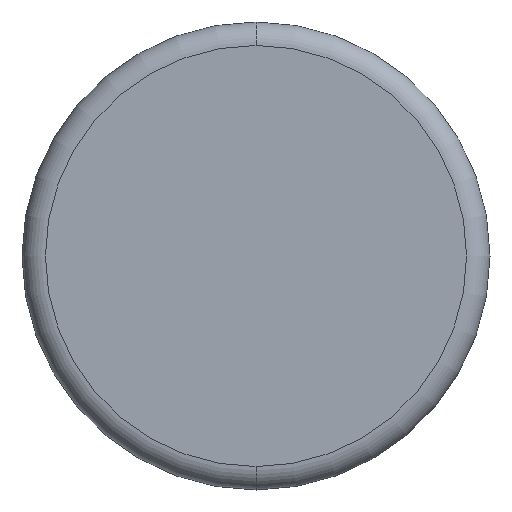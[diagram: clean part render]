
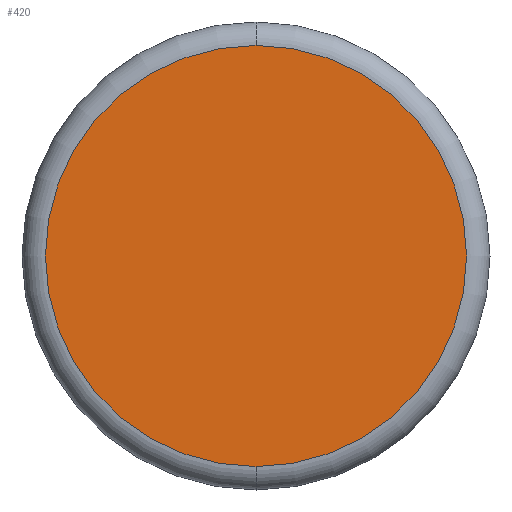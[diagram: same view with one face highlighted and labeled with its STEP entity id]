
A CAD part, left-side view. The second image highlights one B-rep face of the part: STEP entity #420.
In plain terms, the highlighted planar face has unit normal (-1, 0, 0).
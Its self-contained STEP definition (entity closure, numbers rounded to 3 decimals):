
#400=CARTESIAN_POINT('POINT24',(0.,
   0.,2.07));
#401=VERTEX_POINT('VERTEX24',#400);
#402=CARTESIAN_POINT('POINT25',(0.,
   0.,-2.07));
#403=VERTEX_POINT('VERTEX25',#402);
#404=CARTESIAN_POINT('POS38',(0.,0.,
   0.));
#405=DIRECTION('DIR61',(-1.,0.,0.));
#406=DIRECTION('DIR62',(0.,0.,
   1.));
#407=AXIS2_PLACEMENT_3D('AXIS24',#404,#405,#406);
#408=CIRCLE('ELLIPSE15',#407,2.07);
#409=EDGE_CURVE('EDGE41',#401,#403,#408,.T.);
#410=ORIENTED_EDGE('COEDGE79',*,*,#409,.T.);
#411=EDGE_CURVE('EDGE42',#403,#401,#408,.T.);
#412=ORIENTED_EDGE('COEDGE80',*,*,#411,.T.);
#413=EDGE_LOOP('NONE',(#410,#412));
#414=FACE_BOUND('LOOP1',#413,.T.);
#415=CARTESIAN_POINT('POS39',(0.,0.
   ,1.035));
#416=DIRECTION('DIR63',(-1.,0.,0.));
#417=DIRECTION('DIR64',(0.,1.,0.));
#418=AXIS2_PLACEMENT_3D('AXIS25',#415,#416,#417);
#419=PLANE('PLANE3',#418);
#420=ADVANCED_FACE('FACE21',(#414),#419,.T.);
